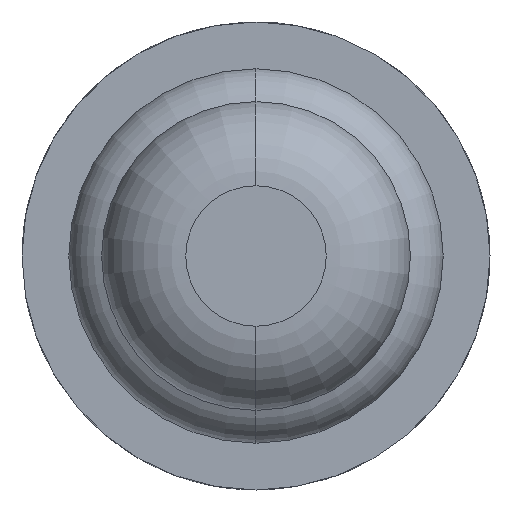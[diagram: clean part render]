
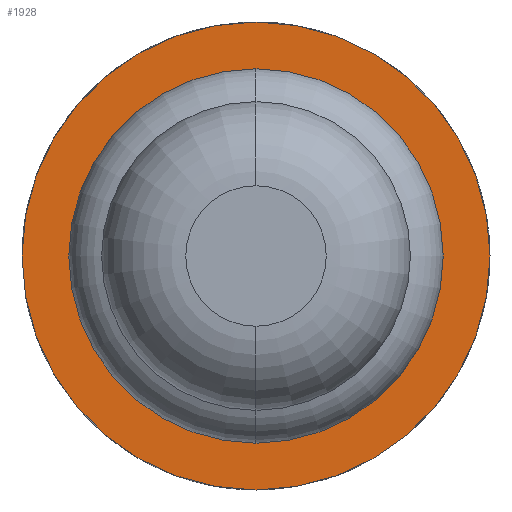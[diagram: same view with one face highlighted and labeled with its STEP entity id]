
A CAD part, front view. The second image highlights one B-rep face of the part: STEP entity #1928.
In plain terms, the highlighted planar face has unit normal (0, -1, 0).
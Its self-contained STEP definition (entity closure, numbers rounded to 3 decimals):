
#169 = DIRECTION ( 'NONE',  ( 0., 1., 0. ) ) ;
#259 = DIRECTION ( 'NONE',  ( -1., 0., 0. ) ) ;
#311 = DIRECTION ( 'NONE',  ( -1., 0., 0. ) ) ;
#314 = DIRECTION ( 'NONE',  ( 0., 1., 0. ) ) ;
#436 = CARTESIAN_POINT ( 'NONE',  ( 0., 5., 0. ) ) ;
#478 = EDGE_LOOP ( 'NONE', ( #2692, #1528 ) ) ;
#578 = CARTESIAN_POINT ( 'NONE',  ( 0., 5., 0. ) ) ;
#607 = CIRCLE ( 'NONE', #1786, 0.64 ) ;
#909 = FACE_OUTER_BOUND ( 'NONE', #3149, .T. ) ;
#996 = CIRCLE ( 'NONE', #1024, 1.25 ) ;
#1008 = ORIENTED_EDGE ( 'NONE', *, *, #2429, .F. ) ;
#1024 = AXIS2_PLACEMENT_3D ( 'NONE', #2300, #169, #2600 ) ;
#1118 = CARTESIAN_POINT ( 'NONE',  ( 1.25, 5., 0. ) ) ;
#1202 = EDGE_CURVE ( 'Defeature ausgef�hrt1_14+Defeature ausgef�hrt1_15+Defeature ausgef�hrt1_15+Defeature ausgef�hrt1_15', #2894, #1216, #3488, .T. ) ;
#1216 = VERTEX_POINT ( 'NONE', #3813 ) ;
#1482 = DIRECTION ( 'NONE',  ( 0., 1., 0. ) ) ;
#1488 = DIRECTION ( 'NONE',  ( -1., 0., 0. ) ) ;
#1528 = ORIENTED_EDGE ( 'NONE', *, *, #2059, .T. ) ;
#1568 = EDGE_CURVE ( 'Defeature ausgef�hrt1_15+Defeature ausgef�hrt1_10+Defeature ausgef�hrt1_10+Defeature ausgef�hrt1_10', #3167, #3496, #3954, .T. ) ;
#1786 = AXIS2_PLACEMENT_3D ( 'NONE', #3903, #2072, #259 ) ;
#1787 = PLANE ( 'NONE',  #3131 ) ;
#1928 = ADVANCED_FACE ( 'Defeature ausgef�hrt1_15', ( #909, #2770 ), #1787, .F. ) ;
#1947 = CARTESIAN_POINT ( 'NONE',  ( 0.64, 5., 0. ) ) ;
#1952 = CARTESIAN_POINT ( 'NONE',  ( -0.64, 5., 0. ) ) ;
#2059 = EDGE_CURVE ( 'Defeature ausgef�hrt1_15+Defeature ausgef�hrt1_10+Defeature ausgef�hrt1_10+Defeature ausgef�hrt1_10', #3496, #3167, #607, .T. ) ;
#2072 = DIRECTION ( 'NONE',  ( 0., 1., 0. ) ) ;
#2265 = DIRECTION ( 'NONE',  ( 0., 1., 0. ) ) ;
#2300 = CARTESIAN_POINT ( 'NONE',  ( 0., 5., 0. ) ) ;
#2429 = EDGE_CURVE ( 'Defeature ausgef�hrt1_14+Defeature ausgef�hrt1_15+Defeature ausgef�hrt1_15+Defeature ausgef�hrt1_15', #1216, #2894, #996, .T. ) ;
#2561 = DIRECTION ( 'NONE',  ( -1., 0., 0. ) ) ;
#2600 = DIRECTION ( 'NONE',  ( -1., 0., 0. ) ) ;
#2692 = ORIENTED_EDGE ( 'NONE', *, *, #1568, .T. ) ;
#2770 = FACE_BOUND ( 'NONE', #478, .T. ) ;
#2894 = VERTEX_POINT ( 'NONE', #1118 ) ;
#2916 = ORIENTED_EDGE ( 'NONE', *, *, #1202, .F. ) ;
#3012 = CARTESIAN_POINT ( 'NONE',  ( 1.25, 5., 0. ) ) ;
#3131 = AXIS2_PLACEMENT_3D ( 'NONE', #3012, #1482, #311 ) ;
#3149 = EDGE_LOOP ( 'NONE', ( #1008, #2916 ) ) ;
#3167 = VERTEX_POINT ( 'NONE', #1952 ) ;
#3322 = AXIS2_PLACEMENT_3D ( 'NONE', #436, #2265, #2561 ) ;
#3488 = CIRCLE ( 'NONE', #3322, 1.25 ) ;
#3496 = VERTEX_POINT ( 'NONE', #1947 ) ;
#3636 = AXIS2_PLACEMENT_3D ( 'NONE', #578, #314, #1488 ) ;
#3813 = CARTESIAN_POINT ( 'NONE',  ( -1.25, 5., 0. ) ) ;
#3903 = CARTESIAN_POINT ( 'NONE',  ( 0., 5., 0. ) ) ;
#3954 = CIRCLE ( 'NONE', #3636, 0.64 ) ;
